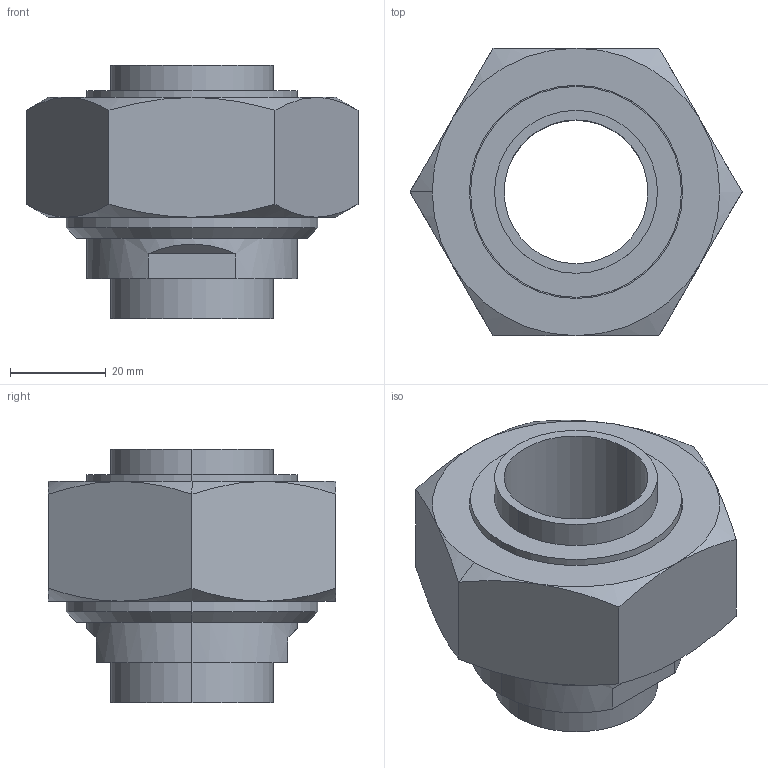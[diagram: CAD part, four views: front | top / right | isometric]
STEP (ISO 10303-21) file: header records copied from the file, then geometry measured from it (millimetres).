
FILE_DESCRIPTION (( 'STEP AP203' ), '1' );
FILE_NAME ('11-7131-08_outokumpu.step', '2015-08-07T11:09:46', ( '' ), ( '' ), 'SwSTEP 2.0', 'SolidWorks 2008', '' );
FILE_SCHEMA (( 'CONFIG_CONTROL_DESIGN' ));
Length unit declared in the file: millimetre
Products named in the file (4): 11-7131-08_outokumpu; nut-13-222-045_outokumpu_nut-13-222-045_outokumpu; case-13-555-235_outokumpu_case-13-555-235_outokumpu; nipple-13-444-055_outokumpu_nipple-13-444-055_outokumpu
Assembly tree (3 placements, depth 2):
  11-7131-08_outokumpu
    nut-13-222-045_outokumpu_nut-13-222-045_outokumpu
    case-13-555-235_outokumpu_case-13-555-235_outokumpu
    nipple-13-444-055_outokumpu_nipple-13-444-055_outokumpu
Bounding box: 69.28 x 60 x 53 mm (x, y, z)
Volume: 69376.6 mm3; surface area: 30400.2 mm2
Topology: 3 solids, 3 shells, 65 faces, 138 edges, 86 vertices
Faces by surface type: plane 23, cone 22, cylinder 20
Entity records: 2310 total; most frequent: CARTESIAN_POINT 477, DIRECTION 322, ORIENTED_EDGE 276, AXIS2_PLACEMENT_3D 139, EDGE_CURVE 138, VERTEX_POINT 86, EDGE_LOOP 78, CIRCLE 68
